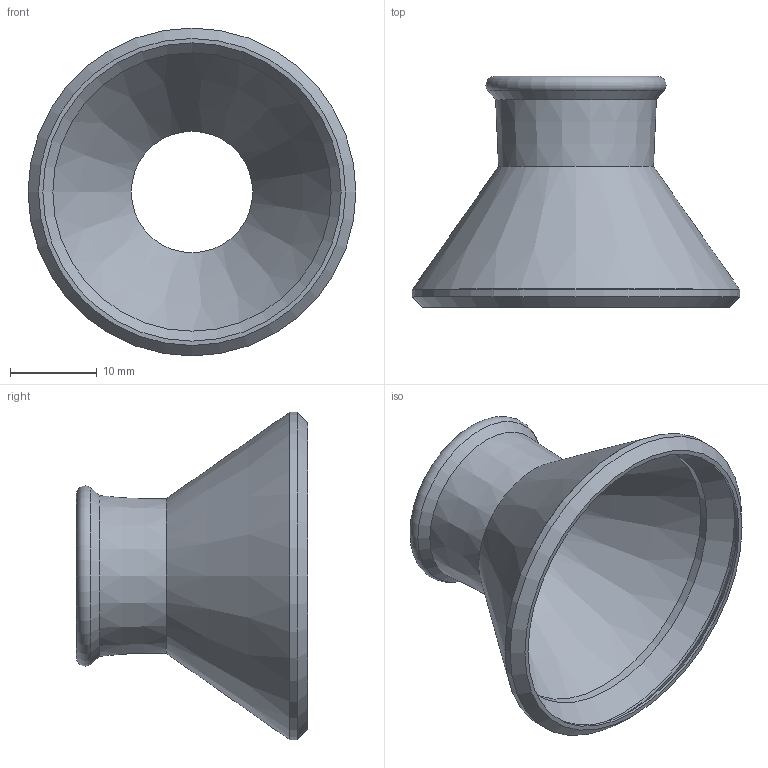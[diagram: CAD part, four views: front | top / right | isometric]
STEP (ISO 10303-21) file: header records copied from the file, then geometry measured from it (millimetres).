
FILE_DESCRIPTION(/* description */ (''),/* implementation_level */ '2;1');
FILE_NAME(/* name */ 'Old Nemo Twist Valve Addapter.step',/* time_stamp */ '2022-08-09T08:21:00-07:00',/* author */ (''),/* organization */ (''),/* preprocessor_version */ 'ST-DEVELOPER v19',/* originating_system */ 'Autodesk Translation Framework v11.7.0.108',/* authorisation */ '');
FILE_SCHEMA (('AUTOMOTIVE_DESIGN { 1 0 10303 214 3 1 1 }'));
Length unit declared in the file: millimetre
Products named in the file (1): Old Nemo Twist Valve Addapter
Bounding box: 37.7 x 26.57 x 37.7 mm (x, y, z)
Volume: 1799.8 mm3; surface area: 4930.9 mm2
Topology: 1 solids, 1 shells, 24 faces, 46 edges, 25 vertices
Faces by surface type: cone 15, cylinder 5, plane 3, torus 1
Full cylindrical faces by diameter (mm): 16.459 x1, 32 x1, 34.3 x1, 36.5 x1, 37.7 x1
Entity records: 644 total; most frequent: DIRECTION 122, CARTESIAN_POINT 96, ORIENTED_EDGE 92, AXIS2_PLACEMENT_3D 51, EDGE_CURVE 46, EDGE_LOOP 27, CIRCLE 26, VERTEX_POINT 25
